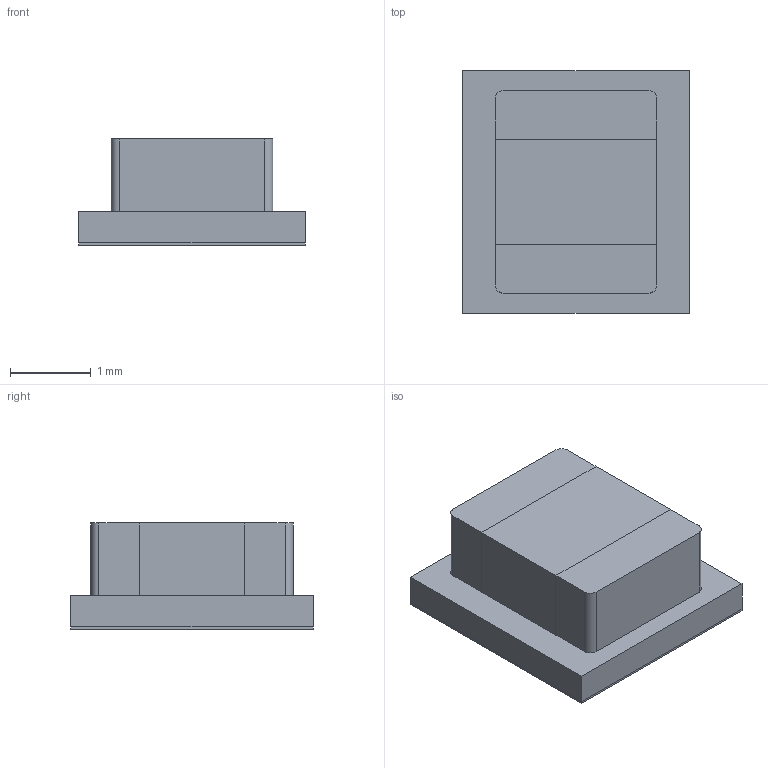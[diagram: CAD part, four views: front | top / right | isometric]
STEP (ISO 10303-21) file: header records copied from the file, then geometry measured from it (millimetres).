
FILE_DESCRIPTION((''),'2;1');
FILE_NAME('SIL0008D_ASM','2015-08-03T',('a0412025'),(''),'PRO/ENGINEER BY PARAMETRIC TECHNOLOGY CORPORATION, 2011490','PRO/ENGINEER BY PARAMETRIC TECHNOLOGY CORPORATION, 2011490','');
FILE_SCHEMA(('AUTOMOTIVE_DESIGN_CC2 { 1 2 10303 214 -1 1 5 2 }'));
Length unit declared in the file: millimetre
Products named in the file (7): SOLDERMASK-SIP; METAL-SIL0008D; SUBSTRATE-SIP; INDUCTOR-BODY-MLV; INDUCTOR-TERMNL-MLV; INDUCTOR-DFE252010P_ASM; SIL0008D_ASM
Assembly tree (7 placements, depth 3):
  SIL0008D_ASM
    SOLDERMASK-SIP
    METAL-SIL0008D
    SUBSTRATE-SIP
    INDUCTOR-DFE252010P_ASM
      INDUCTOR-BODY-MLV
      INDUCTOR-TERMNL-MLV  x2
Bounding box: 2.8 x 3 x 1.31 mm (x, y, z)
Volume: 7.9 mm3; surface area: 66.5 mm2
Topology: 14 solids, 14 shells, 172 faces, 405 edges, 270 vertices
Faces by surface type: plane 168, cylinder 4
Entity records: 6091 total; most frequent: CARTESIAN_POINT 826, ORIENTED_EDGE 774, DIRECTION 753, PRESENTATION_STYLE_ASSIGNMENT 400, STYLED_ITEM 400, CURVE_STYLE 387, EDGE_CURVE 387, VECTOR 383
